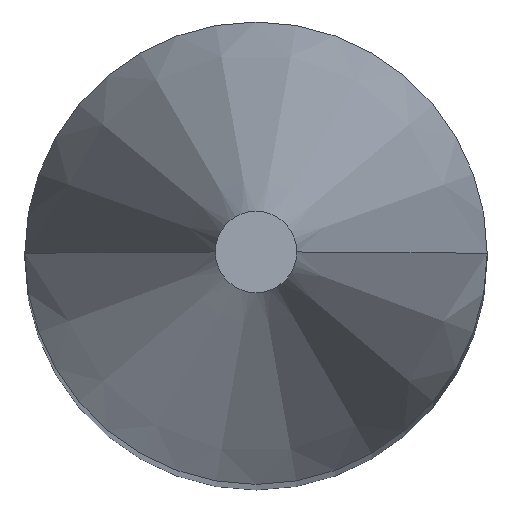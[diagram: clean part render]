
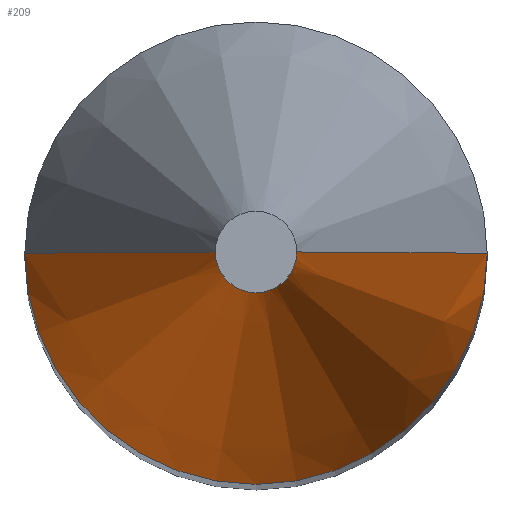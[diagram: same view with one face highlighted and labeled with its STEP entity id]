
A CAD part, top view. The second image highlights one B-rep face of the part: STEP entity #209.
In plain terms, the highlighted conical face has half-angle 15 degrees and reference radius 0.559 mm.
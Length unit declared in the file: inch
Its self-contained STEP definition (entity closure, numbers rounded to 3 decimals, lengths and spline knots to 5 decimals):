
#8 = ORIENTED_EDGE ( 'NONE', *, *, #147, .F. ) ;
#13 = EDGE_CURVE ( 'NONE', #47, #50, #94, .T. ) ;
#14 = DIRECTION ( 'NONE',  ( -1., 0., 0. ) ) ;
#19 = EDGE_LOOP ( 'NONE', ( #200, #136, #183, #8 ) ) ;
#23 = CARTESIAN_POINT ( 'NONE',  ( -0.022, 0., 2.5 ) ) ;
#24 = VECTOR ( 'NONE', #228, 39.37008 ) ;
#35 = AXIS2_PLACEMENT_3D ( 'NONE', #57, #77, #14 ) ;
#37 = LINE ( 'NONE', #23, #24 ) ;
#47 = VERTEX_POINT ( 'NONE', #59 ) ;
#50 = VERTEX_POINT ( 'NONE', #55 ) ;
#55 = CARTESIAN_POINT ( 'NONE',  ( -0.022, 0., 2.5 ) ) ;
#57 = CARTESIAN_POINT ( 'NONE',  ( 0., 0., 2.5 ) ) ;
#59 = CARTESIAN_POINT ( 'NONE',  ( 0.022, 0., 2.5 ) ) ;
#62 = CARTESIAN_POINT ( 'NONE',  ( 0.022, 0., 2.5 ) ) ;
#63 = CIRCLE ( 'NONE', #116, 0.125 ) ;
#66 = DIRECTION ( 'NONE',  ( 0.259, 0., -0.966 ) ) ;
#77 = DIRECTION ( 'NONE',  ( 0., 0., -1. ) ) ;
#79 = CONICAL_SURFACE ( 'NONE', #208, 0.022, 0.262 ) ;
#94 = CIRCLE ( 'NONE', #35, 0.022 ) ;
#96 = EDGE_CURVE ( 'NONE', #50, #225, #37, .T. ) ;
#98 = VERTEX_POINT ( 'NONE', #156 ) ;
#103 = DIRECTION ( 'NONE',  ( 0., 0., -1. ) ) ;
#105 = CARTESIAN_POINT ( 'NONE',  ( 0., 0., 2.5 ) ) ;
#116 = AXIS2_PLACEMENT_3D ( 'NONE', #144, #103, #204 ) ;
#120 = DIRECTION ( 'NONE',  ( 1., 0., 0. ) ) ;
#122 = FACE_OUTER_BOUND ( 'NONE', #19, .T. ) ;
#136 = ORIENTED_EDGE ( 'NONE', *, *, #96, .T. ) ;
#144 = CARTESIAN_POINT ( 'NONE',  ( 0., 0., 2.1156 ) ) ;
#147 = EDGE_CURVE ( 'NONE', #47, #98, #238, .T. ) ;
#156 = CARTESIAN_POINT ( 'NONE',  ( 0.125, 0., 2.1156 ) ) ;
#171 = EDGE_CURVE ( 'NONE', #98, #225, #63, .T. ) ;
#183 = ORIENTED_EDGE ( 'NONE', *, *, #171, .F. ) ;
#197 = VECTOR ( 'NONE', #66, 39.37008 ) ;
#200 = ORIENTED_EDGE ( 'NONE', *, *, #13, .T. ) ;
#204 = DIRECTION ( 'NONE',  ( -1., 0., 0. ) ) ;
#208 = AXIS2_PLACEMENT_3D ( 'NONE', #105, #241, #120 ) ;
#209 = ADVANCED_FACE ( 'NONE', ( #122 ), #79, .T. ) ;
#222 = CARTESIAN_POINT ( 'NONE',  ( -0.125, 0., 2.1156 ) ) ;
#225 = VERTEX_POINT ( 'NONE', #222 ) ;
#228 = DIRECTION ( 'NONE',  ( -0.259, 0., -0.966 ) ) ;
#238 = LINE ( 'NONE', #62, #197 ) ;
#241 = DIRECTION ( 'NONE',  ( 0., 0., -1. ) ) ;
